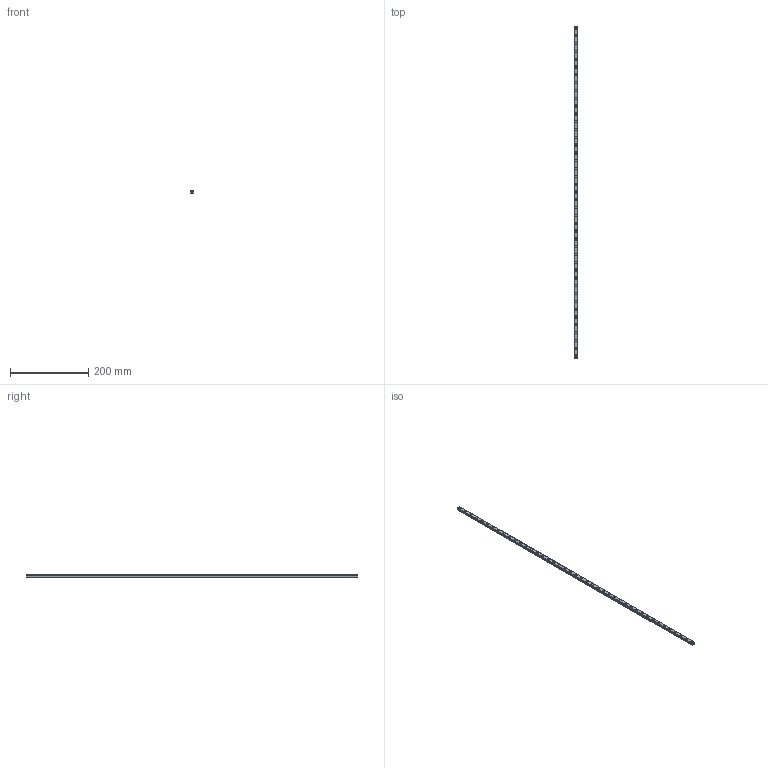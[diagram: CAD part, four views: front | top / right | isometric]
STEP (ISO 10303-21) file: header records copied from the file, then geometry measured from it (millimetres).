
FILE_DESCRIPTION(('STEP AP214'),'1');
FILE_NAME('cctmp_29245D04-3F1C-4F1D-8CA1-D8EBC1C14DA5_2021_02_18_14_16_57_0205..stp','2021-02-18T13:16:57',('HIWIN GmbH'),('CADClick - www.CADClick.com'),'Spatial InterOp 3D',' ','unknown authorization');
FILE_SCHEMA(('AUTOMOTIVE_DESIGN'));
Length unit declared in the file: millimetre
Products named in the file (1): MGNR09R850CM_FILE
Bounding box: 9 x 850 x 6.5 mm (x, y, z)
Volume: 41995.9 mm3; surface area: 34483 mm2
Topology: 1 solids, 1 shells, 482 faces, 1041 edges, 694 vertices
Faces by surface type: cylinder 274, plane 208
Entity records: 17233 total; most frequent: DIRECTION 2555, CARTESIAN_POINT 2218, ORIENTED_EDGE 2082, EDGE_CURVE 1041, AXIS2_PLACEMENT_3D 1031, VERTEX_POINT 694, EDGE_LOOP 615, CIRCLE 548
